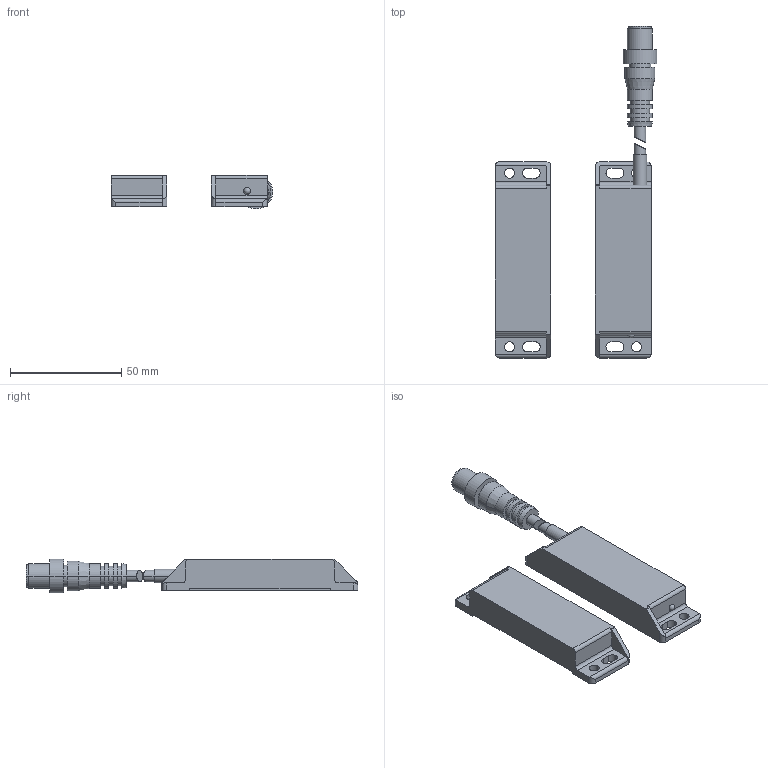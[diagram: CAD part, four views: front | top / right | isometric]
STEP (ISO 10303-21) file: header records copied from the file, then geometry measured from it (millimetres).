
FILE_DESCRIPTION(('STEP AP242'),'1');
FILE_NAME('switch_xcsdmp590l01m12.stp','2019-10-22T06:18:18',('TraceParts'),('TraceParts S.A.'),'Spatial InterOp 3D',' ',' ');
FILE_SCHEMA(('AP242_MANAGED_MODEL_BASED_3D_ENGINEERING_MIM_LF {1 0 10303 442 1 1 4}'));
Length unit declared in the file: millimetre
Products named in the file (1): switch_xcsdmp590l01m12_1
Bounding box: 72.58 x 149 x 15.17 mm (x, y, z)
Volume: 53891.1 mm3; surface area: 17421.2 mm2
Topology: 3 solids, 3 shells, 143 faces, 365 edges, 240 vertices
Faces by surface type: cylinder 82, plane 56, cone 4, sphere 1
Entity records: 4526 total; most frequent: CARTESIAN_POINT 866, DIRECTION 809, ORIENTED_EDGE 726, EDGE_CURVE 363, AXIS2_PLACEMENT_3D 309, VERTEX_POINT 240, LINE 191, VECTOR 191
